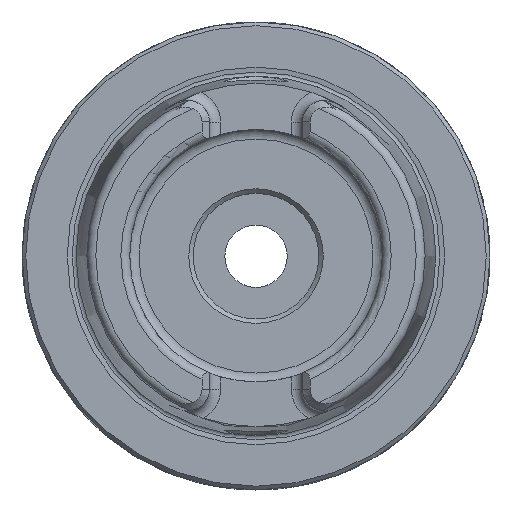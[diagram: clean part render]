
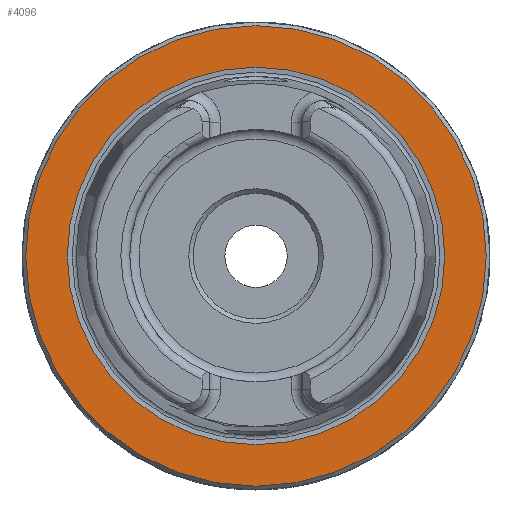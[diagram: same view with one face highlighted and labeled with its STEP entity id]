
A CAD part, top view. The second image highlights one B-rep face of the part: STEP entity #4096.
In plain terms, the highlighted planar face has unit normal (0, 0, 1).
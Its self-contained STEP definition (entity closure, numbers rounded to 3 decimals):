
#828=ORIENTED_EDGE('',*,*,#1405,.T.);
#829=ORIENTED_EDGE('',*,*,#1403,.F.);
#1403=EDGE_CURVE('',#1691,#1691,#1858,.T.);
#1405=EDGE_CURVE('',#1693,#1693,#1860,.T.);
#1691=VERTEX_POINT('',#6377);
#1693=VERTEX_POINT('',#6382);
#1858=CIRCLE('',#4372,25.418);
#1860=CIRCLE('',#4375,31.);
#2061=EDGE_LOOP('',(#828));
#2062=EDGE_LOOP('',(#829));
#2370=FACE_BOUND('',#2061,.T.);
#2371=FACE_BOUND('',#2062,.T.);
#2616=PLANE('',#4374);
#4096=ADVANCED_FACE('',(#2370,#2371),#2616,.T.);
#4372=AXIS2_PLACEMENT_3D('',#6376,#4992,#4993);
#4374=AXIS2_PLACEMENT_3D('',#6380,#4996,#4997);
#4375=AXIS2_PLACEMENT_3D('',#6381,#4998,#4999);
#4992=DIRECTION('',(0.,0.,1.));
#4993=DIRECTION('',(1.,0.,0.));
#4996=DIRECTION('',(0.,0.,1.));
#4997=DIRECTION('',(1.,0.,0.));
#4998=DIRECTION('',(0.,0.,1.));
#4999=DIRECTION('',(1.,0.,0.));
#6376=CARTESIAN_POINT('',(0.,0.,0.));
#6377=CARTESIAN_POINT('',(25.418,0.,0.));
#6380=CARTESIAN_POINT('',(31.,0.,0.));
#6381=CARTESIAN_POINT('',(0.,0.,0.));
#6382=CARTESIAN_POINT('',(31.,0.,0.));
